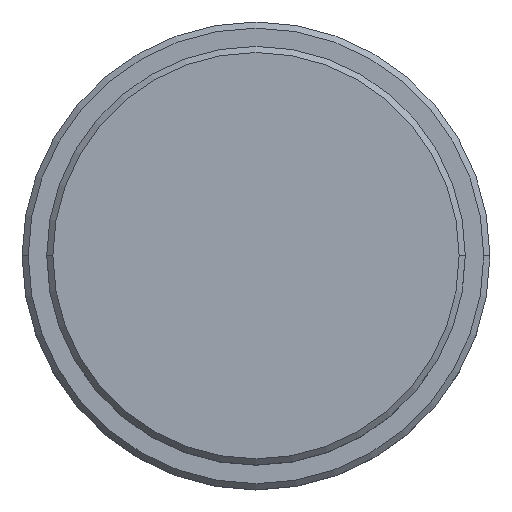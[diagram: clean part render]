
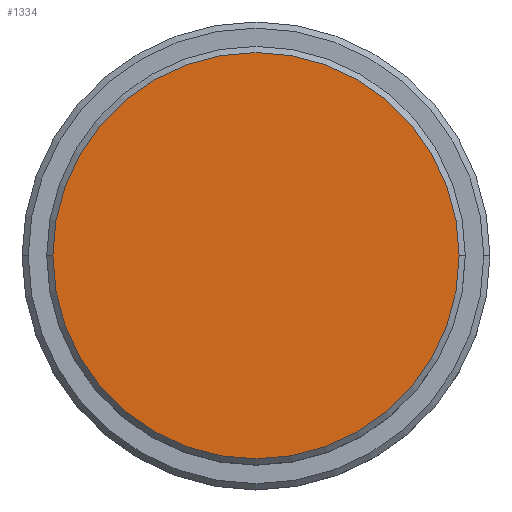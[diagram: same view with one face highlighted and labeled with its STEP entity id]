
A CAD part, top view. The second image highlights one B-rep face of the part: STEP entity #1334.
In plain terms, the highlighted planar face has unit normal (0, 0, 1).
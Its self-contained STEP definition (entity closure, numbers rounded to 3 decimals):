
#5 = EDGE_CURVE ( 'NONE', #1091, #440, #400, .T. ) ;
#49 = DIRECTION ( 'NONE',  ( 0., 0., 1. ) ) ;
#76 = CARTESIAN_POINT ( 'NONE',  ( 0., 0., 0. ) ) ;
#313 = AXIS2_PLACEMENT_3D ( 'NONE', #76, #49, #1272 ) ;
#318 = ORIENTED_EDGE ( 'NONE', *, *, #5, .T. ) ;
#400 = CIRCLE ( 'NONE', #548, 16.5 ) ;
#424 = FACE_OUTER_BOUND ( 'NONE', #995, .T. ) ;
#436 = DIRECTION ( 'NONE',  ( 1., 0., 0. ) ) ;
#440 = VERTEX_POINT ( 'NONE', #666 ) ;
#548 = AXIS2_PLACEMENT_3D ( 'NONE', #1000, #1223, #436 ) ;
#666 = CARTESIAN_POINT ( 'NONE',  ( -16.5, 0., 0. ) ) ;
#672 = AXIS2_PLACEMENT_3D ( 'NONE', #1081, #1076, #960 ) ;
#862 = PLANE ( 'NONE',  #672 ) ;
#870 = CARTESIAN_POINT ( 'NONE',  ( 16.5, 0., 0. ) ) ;
#960 = DIRECTION ( 'NONE',  ( 1., 0., 0. ) ) ;
#995 = EDGE_LOOP ( 'NONE', ( #1100, #318 ) ) ;
#1000 = CARTESIAN_POINT ( 'NONE',  ( 0., 0., 0. ) ) ;
#1023 = EDGE_CURVE ( 'NONE', #440, #1091, #1393, .T. ) ;
#1076 = DIRECTION ( 'NONE',  ( 0., 0., 1. ) ) ;
#1081 = CARTESIAN_POINT ( 'NONE',  ( 0., 0., 0. ) ) ;
#1091 = VERTEX_POINT ( 'NONE', #870 ) ;
#1100 = ORIENTED_EDGE ( 'NONE', *, *, #1023, .T. ) ;
#1223 = DIRECTION ( 'NONE',  ( 0., 0., 1. ) ) ;
#1272 = DIRECTION ( 'NONE',  ( 1., 0., 0. ) ) ;
#1334 = ADVANCED_FACE ( 'NONE', ( #424 ), #862, .T. ) ;
#1393 = CIRCLE ( 'NONE', #313, 16.5 ) ;
